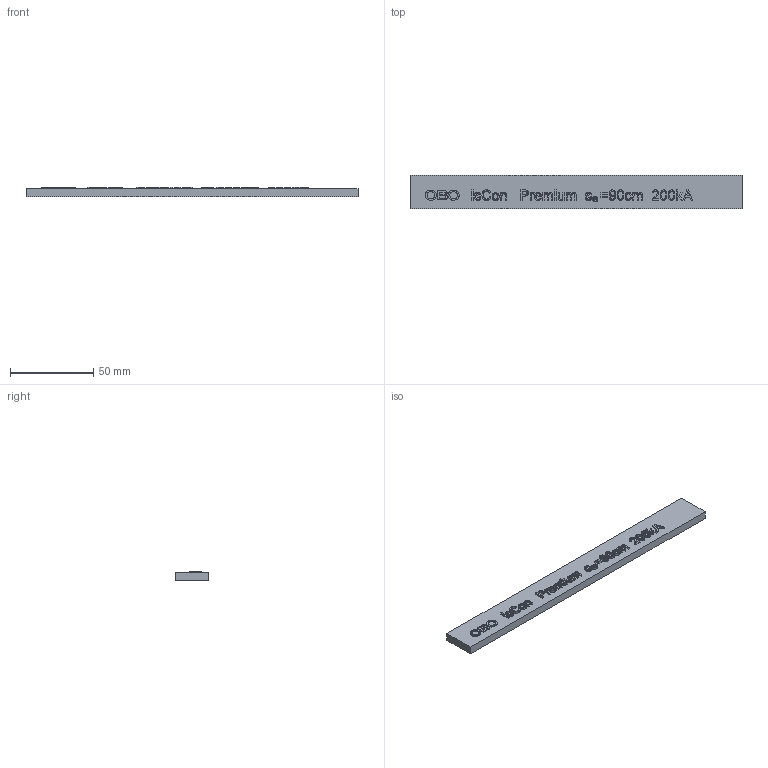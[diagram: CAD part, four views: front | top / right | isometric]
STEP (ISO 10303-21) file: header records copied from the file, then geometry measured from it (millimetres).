
FILE_DESCRIPTION (( 'STEP AP214' ), '1' );
FILE_NAME ('5408018_KSTP1.stp', '2018-04-24T06:52:04', ( '' ), ( '' ), 'SwSTEP 2.0', 'SolidWorks 2016', '' );
FILE_SCHEMA (( 'AUTOMOTIVE_DESIGN' ));
Length unit declared in the file: millimetre
Products named in the file (1): 5408018_KSTP1
Bounding box: 200 x 20 x 6 mm (x, y, z)
Volume: 20257.6 mm3; surface area: 10884.1 mm2
Topology: 1 solids, 1 shells, 376 faces, 993 edges, 662 vertices
Faces by surface type: plane 187, bspline 181, cylinder 8
Entity records: 20833 total; most frequent: CARTESIAN_POINT 12717, ORIENTED_EDGE 1986, DIRECTION 1039, EDGE_CURVE 993, VERTEX_POINT 662, LINE 615, VECTOR 615, EDGE_LOOP 419
